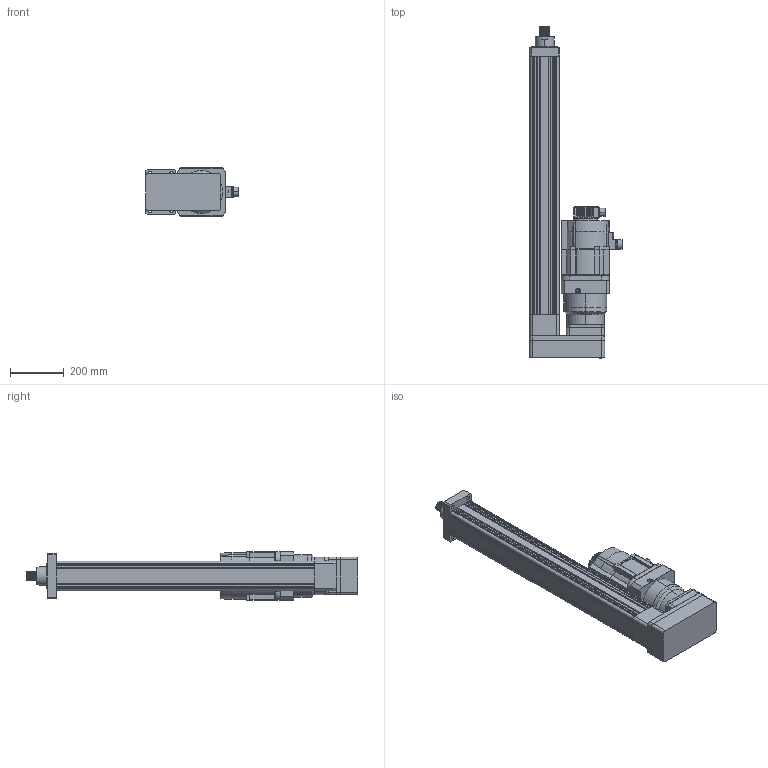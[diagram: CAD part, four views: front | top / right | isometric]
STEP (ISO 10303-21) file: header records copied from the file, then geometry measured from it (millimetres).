
FILE_DESCRIPTION (( 'STEP AP203' ), '1' );
FILE_NAME ('RLA110-10QF-50KN-R800-50mm-s.STEP', '2024-11-06T00:06:59', ( '微软用户' ), ( '微软中国' ), 'SwSTEP 2.0', 'SolidWorks 2022', '' );
FILE_SCHEMA (( 'CONFIG_CONTROL_DESIGN' ));
Length unit declared in the file: millimetre
Products named in the file (9): RLA110-10QF-50KN-R800-50mm-s; MS1H3-29C15CD-U(A)334Z; GB__T1096-2003________A__12__65.STEP; 110缸行程800折叠前法兰安装; PHL142-L1 35-114.3-200-M12-10B.STEP; PHL142-L1 35-114.3-200-M12-10B; PHL142-CQ-10B_PHL142-L1.STEP; PGH142-180LJ01 35-11.3-200-M12 LR80.5.STEP; 零件5^RLA110-10QF-50KN-R800-50mm-s
Assembly tree (8 placements, depth 4):
  RLA110-10QF-50KN-R800-50mm-s
    110缸行程800折叠前法兰安装
    PHL142-L1 35-114.3-200-M12-10B
      PHL142-L1 35-114.3-200-M12-10B.STEP
        PHL142-CQ-10B_PHL142-L1.STEP
        GB__T1096-2003________A__12__65.STEP
        PGH142-180LJ01 35-11.3-200-M12 LR80.5.STEP
    MS1H3-29C15CD-U(A)334Z
    零件5^RLA110-10QF-50KN-R800-50mm-s
Bounding box: 346 x 1241 x 180 mm (x, y, z)
Volume: 13510918 mm3; surface area: 2034635.9 mm2
Topology: 5 solids, 38 shells, 1520 faces, 4131 edges, 2558 vertices
Faces by surface type: bspline 1051, cylinder 230, plane 201, cone 30, torus 8
Entity records: 63647 total; most frequent: CARTESIAN_POINT 35805, ORIENTED_EDGE 7576, EDGE_CURVE 4046, VERTEX_POINT 2566, DIRECTION 2513, B_SPLINE_CURVE_WITH_KNOTS 1766, EDGE_LOOP 1722, FACE_OUTER_BOUND 1520
